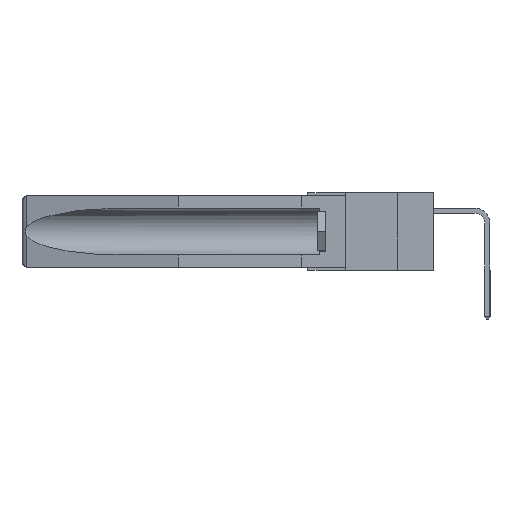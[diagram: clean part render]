
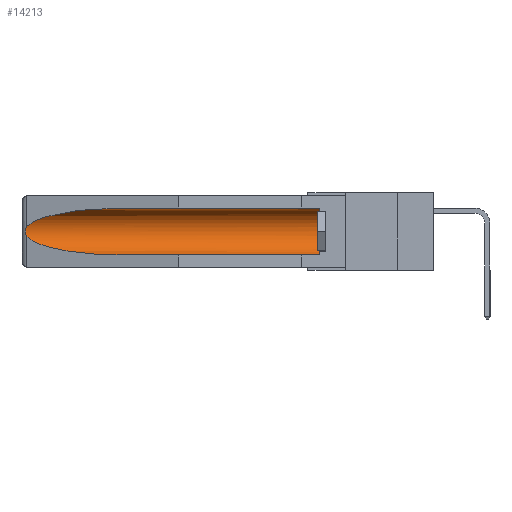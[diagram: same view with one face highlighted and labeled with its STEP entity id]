
A CAD part, left-side view. The second image highlights one B-rep face of the part: STEP entity #14213.
In plain terms, the highlighted cylindrical face has radius 2.857 mm (diameter 5.715 mm), a partial arc.
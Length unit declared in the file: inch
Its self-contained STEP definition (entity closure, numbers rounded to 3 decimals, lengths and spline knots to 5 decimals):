
#220 = CARTESIAN_POINT ( 'NONE',  ( 0.26654, 1.53092, -0.15636 ) ) ;
#932 = B_SPLINE_CURVE_WITH_KNOTS ( 'NONE', 3,
 ( #14965, #2218, #220, #11088, #15078, #21134, #14883, #23279, #2495, #25563 ),
 .UNSPECIFIED., .F., .F.,
 ( 4, 2, 2, 2, 4 ),
 ( 0., 0.00029, 0.00058, 0.00087, 0.00117 ),
 .UNSPECIFIED. ) ;
#1035 = CARTESIAN_POINT ( 'NONE',  ( 0.155, 1.07973, -0.059 ) ) ;
#1588 = CARTESIAN_POINT ( 'NONE',  ( 0.155, 0.126, -0.284 ) ) ;
#2029 = CARTESIAN_POINT ( 'NONE',  ( 0.155, 1.07973, -0.284 ) ) ;
#2218 = CARTESIAN_POINT ( 'NONE',  ( 0.26597, 1.52961, -0.15275 ) ) ;
#2495 = CARTESIAN_POINT ( 'NONE',  ( 0.26597, 1.5296, -0.19026 ) ) ;
#2816 = VERTEX_POINT ( 'NONE', #2029 ) ;
#3031 = CARTESIAN_POINT ( 'NONE',  ( 0.25451, 1.48313, -0.09465 ) ) ;
#3069 = CARTESIAN_POINT ( 'NONE',  ( 0.155, 1.07973, -0.059 ) ) ;
#3789 = CARTESIAN_POINT ( 'NONE',  ( 0.155, 1.07973, -0.284 ) ) ;
#3883 = CARTESIAN_POINT ( 'NONE',  ( 0.26537, 1.52718, -0.19328 ) ) ;
#4046 = ORIENTED_EDGE ( 'NONE', *, *, #11932, .F. ) ;
#5170 = CARTESIAN_POINT ( 'NONE',  ( 0.26537, 1.52718, -0.14972 ) ) ;
#5230 = VERTEX_POINT ( 'NONE', #19944 ) ;
#6032 = CARTESIAN_POINT ( 'NONE',  ( 0.25451, 1.48313, -0.24835 ) ) ;
#7000 = EDGE_CURVE ( 'NONE', #26797, #5230, #24819, .T. ) ;
#8255 = ORIENTED_EDGE ( 'NONE', *, *, #12478, .T. ) ;
#8323 = VECTOR ( 'NONE', #25902, 39.37008 ) ;
#9543 = ORIENTED_EDGE ( 'NONE', *, *, #12867, .T. ) ;
#9570 = DIRECTION ( 'NONE',  ( 0., 1., 0. ) ) ;
#10319 = CARTESIAN_POINT ( 'NONE',  ( 0.26537, 1.52718, -0.19328 ) ) ;
#11026 = VERTEX_POINT ( 'NONE', #3069 ) ;
#11088 = CARTESIAN_POINT ( 'NONE',  ( 0.2673, 1.5327, -0.16383 ) ) ;
#11932 = EDGE_CURVE ( 'NONE', #26797, #2816, #20992, .T. ) ;
#12177 = VERTEX_POINT ( 'NONE', #10319 ) ;
#12478 = EDGE_CURVE ( 'NONE', #11026, #23692, #23739, .T. ) ;
#12671 = AXIS2_PLACEMENT_3D ( 'NONE', #21053, #17178, #18887 ) ;
#12867 = EDGE_CURVE ( 'NONE', #23692, #12177, #932, .T. ) ;
#13173 = CARTESIAN_POINT ( 'NONE',  ( 0.155, -0.30754, -0.059 ) ) ;
#13290 = EDGE_CURVE ( 'NONE', #12177, #2816, #19697, .T. ) ;
#13489 = EDGE_CURVE ( 'NONE', #5230, #11026, #18318, .T. ) ;
#14177 = ORIENTED_EDGE ( 'NONE', *, *, #7000, .T. ) ;
#14213 = ADVANCED_FACE ( 'NONE', ( #19510 ), #18234, .F. ) ;
#14219 = EDGE_LOOP ( 'NONE', ( #8255, #9543, #21160, #4046, #14177, #14841 ) ) ;
#14425 = DIRECTION ( 'NONE',  ( 0., 1., 0. ) ) ;
#14841 = ORIENTED_EDGE ( 'NONE', *, *, #13489, .T. ) ;
#14883 = CARTESIAN_POINT ( 'NONE',  ( 0.2673, 1.53269, -0.17917 ) ) ;
#14965 = CARTESIAN_POINT ( 'NONE',  ( 0.26537, 1.52718, -0.14972 ) ) ;
#15078 = CARTESIAN_POINT ( 'NONE',  ( 0.2675, 1.53308, -0.16763 ) ) ;
#16187 = AXIS2_PLACEMENT_3D ( 'NONE', #26771, #14425, #18261 ) ;
#16810 = VECTOR ( 'NONE', #9570, 39.37008 ) ;
#17178 = DIRECTION ( 'NONE',  ( 0., -1., 0. ) ) ;
#17791 = CARTESIAN_POINT ( 'NONE',  ( 0.21114, 1.30732, -0.059 ) ) ;
#18234 = CYLINDRICAL_SURFACE ( 'NONE', #16187, 0.1125 ) ;
#18261 = DIRECTION ( 'NONE',  ( 0., 0., 1. ) ) ;
#18318 = LINE ( 'NONE', #13173, #8323 ) ;
#18887 = DIRECTION ( 'NONE',  ( 0., 0., 1. ) ) ;
#19510 = FACE_OUTER_BOUND ( 'NONE', #14219, .T. ) ;
#19697 =( BOUNDED_CURVE ( )  B_SPLINE_CURVE ( 3, ( #3883, #6032, #24674, #3789 ),
 .UNSPECIFIED., .F., .F. ) 
 B_SPLINE_CURVE_WITH_KNOTS ( ( 4, 4 ),
 ( 0.1948, 1.5708 ),
 .UNSPECIFIED. ) 
 CURVE ( )  GEOMETRIC_REPRESENTATION_ITEM ( )  RATIONAL_B_SPLINE_CURVE ( ( 1., 0.848, 0.848, 1. ) ) 
 REPRESENTATION_ITEM ( '' )  );
#19944 = CARTESIAN_POINT ( 'NONE',  ( 0.155, 0.126, -0.059 ) ) ;
#20047 = CARTESIAN_POINT ( 'NONE',  ( 0.26537, 1.52718, -0.14972 ) ) ;
#20992 = LINE ( 'NONE', #21927, #16810 ) ;
#21053 = CARTESIAN_POINT ( 'NONE',  ( 0.155, 0.126, -0.1715 ) ) ;
#21134 = CARTESIAN_POINT ( 'NONE',  ( 0.2675, 1.53308, -0.17534 ) ) ;
#21160 = ORIENTED_EDGE ( 'NONE', *, *, #13290, .T. ) ;
#21927 = CARTESIAN_POINT ( 'NONE',  ( 0.155, -0.30754, -0.284 ) ) ;
#23279 = CARTESIAN_POINT ( 'NONE',  ( 0.26655, 1.53094, -0.18657 ) ) ;
#23692 = VERTEX_POINT ( 'NONE', #5170 ) ;
#23739 =( BOUNDED_CURVE ( )  B_SPLINE_CURVE ( 3, ( #1035, #17791, #3031, #20047 ),
 .UNSPECIFIED., .F., .F. ) 
 B_SPLINE_CURVE_WITH_KNOTS ( ( 4, 4 ),
 ( 4.71239, 6.08839 ),
 .UNSPECIFIED. ) 
 CURVE ( )  GEOMETRIC_REPRESENTATION_ITEM ( )  RATIONAL_B_SPLINE_CURVE ( ( 1., 0.848, 0.848, 1. ) ) 
 REPRESENTATION_ITEM ( '' )  );
#24674 = CARTESIAN_POINT ( 'NONE',  ( 0.21114, 1.30732, -0.284 ) ) ;
#24819 = CIRCLE ( 'NONE', #12671, 0.1125 ) ;
#25563 = CARTESIAN_POINT ( 'NONE',  ( 0.26537, 1.52718, -0.19328 ) ) ;
#25902 = DIRECTION ( 'NONE',  ( 0., 1., 0. ) ) ;
#26771 = CARTESIAN_POINT ( 'NONE',  ( 0.155, -0.30754, -0.1715 ) ) ;
#26797 = VERTEX_POINT ( 'NONE', #1588 ) ;
